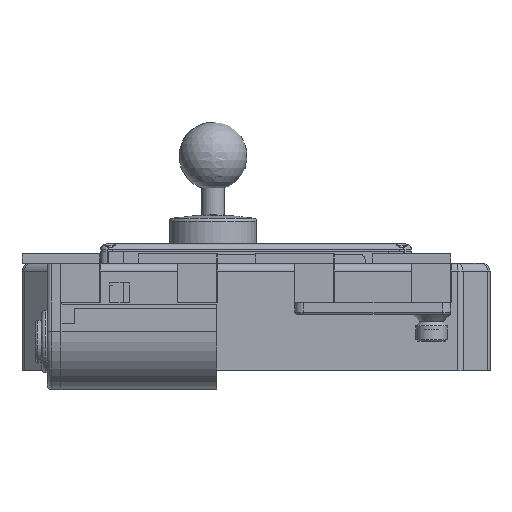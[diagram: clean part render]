
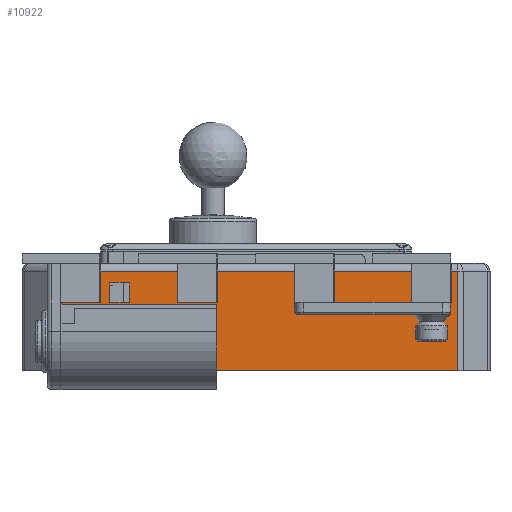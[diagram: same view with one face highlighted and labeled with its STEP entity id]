
A CAD part, left-side view. The second image highlights one B-rep face of the part: STEP entity #10922.
In plain terms, the highlighted planar face has unit normal (-1, 0, 0).
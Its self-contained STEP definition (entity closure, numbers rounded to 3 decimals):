
#208=FACE_BOUND('',#1429,.T.);
#424=PLANE('',#11693);
#750=FACE_OUTER_BOUND('',#1428,.T.);
#1428=EDGE_LOOP('',(#7759,#7760,#7761,#7762,#7763,#7764,#7765,#7766,#7767,
#7768,#7769,#7770,#7771,#7772,#7773,#7774,#7775,#7776,#7777,#7778));
#1429=EDGE_LOOP('',(#7779,#7780,#7781,#7782));
#2373=LINE('',#16690,#3281);
#2385=LINE('',#16751,#3293);
#2386=LINE('',#16758,#3294);
#2387=LINE('',#16760,#3295);
#2388=LINE('',#16762,#3296);
#2389=LINE('',#16764,#3297);
#2390=LINE('',#16766,#3298);
#2391=LINE('',#16768,#3299);
#2392=LINE('',#16770,#3300);
#2393=LINE('',#16772,#3301);
#2394=LINE('',#16774,#3302);
#2395=LINE('',#16776,#3303);
#2396=LINE('',#16778,#3304);
#2397=LINE('',#16780,#3305);
#2398=LINE('',#16782,#3306);
#2399=LINE('',#16784,#3307);
#2400=LINE('',#16786,#3308);
#2401=LINE('',#16788,#3309);
#2402=LINE('',#16790,#3310);
#2403=LINE('',#16791,#3311);
#2404=LINE('',#16794,#3312);
#2405=LINE('',#16796,#3313);
#2406=LINE('',#16798,#3314);
#2407=LINE('',#16799,#3315);
#3281=VECTOR('',#13215,10.);
#3293=VECTOR('',#13281,10.);
#3294=VECTOR('',#13290,10.);
#3295=VECTOR('',#13291,10.);
#3296=VECTOR('',#13292,10.);
#3297=VECTOR('',#13293,10.);
#3298=VECTOR('',#13294,10.);
#3299=VECTOR('',#13295,10.);
#3300=VECTOR('',#13296,10.);
#3301=VECTOR('',#13297,10.);
#3302=VECTOR('',#13298,10.);
#3303=VECTOR('',#13299,10.);
#3304=VECTOR('',#13300,10.);
#3305=VECTOR('',#13301,10.);
#3306=VECTOR('',#13302,10.);
#3307=VECTOR('',#13303,10.);
#3308=VECTOR('',#13304,10.);
#3309=VECTOR('',#13305,10.);
#3310=VECTOR('',#13306,10.);
#3311=VECTOR('',#13307,10.);
#3312=VECTOR('',#13308,10.);
#3313=VECTOR('',#13309,10.);
#3314=VECTOR('',#13310,10.);
#3315=VECTOR('',#13311,10.);
#4814=VERTEX_POINT('',#16687);
#4815=VERTEX_POINT('',#16689);
#4837=VERTEX_POINT('',#16749);
#4839=VERTEX_POINT('',#16757);
#4840=VERTEX_POINT('',#16759);
#4841=VERTEX_POINT('',#16761);
#4842=VERTEX_POINT('',#16763);
#4843=VERTEX_POINT('',#16765);
#4844=VERTEX_POINT('',#16767);
#4845=VERTEX_POINT('',#16769);
#4846=VERTEX_POINT('',#16771);
#4847=VERTEX_POINT('',#16773);
#4848=VERTEX_POINT('',#16775);
#4849=VERTEX_POINT('',#16777);
#4850=VERTEX_POINT('',#16779);
#4851=VERTEX_POINT('',#16781);
#4852=VERTEX_POINT('',#16783);
#4853=VERTEX_POINT('',#16785);
#4854=VERTEX_POINT('',#16787);
#4855=VERTEX_POINT('',#16789);
#4856=VERTEX_POINT('',#16792);
#4857=VERTEX_POINT('',#16793);
#4858=VERTEX_POINT('',#16795);
#4859=VERTEX_POINT('',#16797);
#5918=EDGE_CURVE('',#4815,#4814,#2373,.F.);
#5949=EDGE_CURVE('',#4837,#4814,#2385,.T.);
#5952=EDGE_CURVE('',#4839,#4837,#2386,.T.);
#5953=EDGE_CURVE('',#4839,#4840,#2387,.T.);
#5954=EDGE_CURVE('',#4840,#4841,#2388,.T.);
#5955=EDGE_CURVE('',#4841,#4842,#2389,.T.);
#5956=EDGE_CURVE('',#4843,#4842,#2390,.T.);
#5957=EDGE_CURVE('',#4843,#4844,#2391,.T.);
#5958=EDGE_CURVE('',#4844,#4845,#2392,.T.);
#5959=EDGE_CURVE('',#4845,#4846,#2393,.T.);
#5960=EDGE_CURVE('',#4847,#4846,#2394,.T.);
#5961=EDGE_CURVE('',#4847,#4848,#2395,.T.);
#5962=EDGE_CURVE('',#4848,#4849,#2396,.T.);
#5963=EDGE_CURVE('',#4849,#4850,#2397,.T.);
#5964=EDGE_CURVE('',#4851,#4850,#2398,.T.);
#5965=EDGE_CURVE('',#4851,#4852,#2399,.T.);
#5966=EDGE_CURVE('',#4852,#4853,#2400,.T.);
#5967=EDGE_CURVE('',#4853,#4854,#2401,.T.);
#5968=EDGE_CURVE('',#4855,#4854,#2402,.T.);
#5969=EDGE_CURVE('',#4815,#4855,#2403,.T.);
#5970=EDGE_CURVE('',#4856,#4857,#2404,.T.);
#5971=EDGE_CURVE('',#4857,#4858,#2405,.T.);
#5972=EDGE_CURVE('',#4858,#4859,#2406,.T.);
#5973=EDGE_CURVE('',#4859,#4856,#2407,.T.);
#7759=ORIENTED_EDGE('',*,*,#5949,.F.);
#7760=ORIENTED_EDGE('',*,*,#5952,.F.);
#7761=ORIENTED_EDGE('',*,*,#5953,.T.);
#7762=ORIENTED_EDGE('',*,*,#5954,.T.);
#7763=ORIENTED_EDGE('',*,*,#5955,.T.);
#7764=ORIENTED_EDGE('',*,*,#5956,.F.);
#7765=ORIENTED_EDGE('',*,*,#5957,.T.);
#7766=ORIENTED_EDGE('',*,*,#5958,.T.);
#7767=ORIENTED_EDGE('',*,*,#5959,.T.);
#7768=ORIENTED_EDGE('',*,*,#5960,.F.);
#7769=ORIENTED_EDGE('',*,*,#5961,.T.);
#7770=ORIENTED_EDGE('',*,*,#5962,.T.);
#7771=ORIENTED_EDGE('',*,*,#5963,.T.);
#7772=ORIENTED_EDGE('',*,*,#5964,.F.);
#7773=ORIENTED_EDGE('',*,*,#5965,.T.);
#7774=ORIENTED_EDGE('',*,*,#5966,.T.);
#7775=ORIENTED_EDGE('',*,*,#5967,.T.);
#7776=ORIENTED_EDGE('',*,*,#5968,.F.);
#7777=ORIENTED_EDGE('',*,*,#5969,.F.);
#7778=ORIENTED_EDGE('',*,*,#5918,.T.);
#7779=ORIENTED_EDGE('',*,*,#5970,.T.);
#7780=ORIENTED_EDGE('',*,*,#5971,.T.);
#7781=ORIENTED_EDGE('',*,*,#5972,.T.);
#7782=ORIENTED_EDGE('',*,*,#5973,.T.);
#10922=ADVANCED_FACE('',(#750,#208),#424,.T.);
#11693=AXIS2_PLACEMENT_3D('',#16756,#13288,#13289);
#13215=DIRECTION('',(0.,1.,0.));
#13281=DIRECTION('',(0.,0.,-1.));
#13288=DIRECTION('center_axis',(-1.,0.,0.));
#13289=DIRECTION('ref_axis',(0.,0.,1.));
#13290=DIRECTION('',(0.,-1.,0.));
#13291=DIRECTION('',(0.,0.,-1.));
#13292=DIRECTION('',(0.,1.,0.));
#13293=DIRECTION('',(0.,0.,1.));
#13294=DIRECTION('',(0.,-1.,0.));
#13295=DIRECTION('',(0.,0.,-1.));
#13296=DIRECTION('',(0.,1.,0.));
#13297=DIRECTION('',(0.,0.,1.));
#13298=DIRECTION('',(0.,-1.,0.));
#13299=DIRECTION('',(0.,0.,-1.));
#13300=DIRECTION('',(0.,1.,0.));
#13301=DIRECTION('',(0.,0.,1.));
#13302=DIRECTION('',(0.,-1.,0.));
#13303=DIRECTION('',(0.,0.,-1.));
#13304=DIRECTION('',(0.,1.,0.));
#13305=DIRECTION('',(0.,0.,1.));
#13306=DIRECTION('',(0.,-1.,0.));
#13307=DIRECTION('',(0.,0.,1.));
#13308=DIRECTION('',(0.,0.,-1.));
#13309=DIRECTION('',(0.,1.,0.));
#13310=DIRECTION('',(0.,0.,1.));
#13311=DIRECTION('',(0.,-1.,0.));
#16687=CARTESIAN_POINT('',(-390.,-163.343,-55.));
#16689=CARTESIAN_POINT('',(-390.,43.343,-55.));
#16690=CARTESIAN_POINT('',(-390.,-10.,-55.));
#16749=CARTESIAN_POINT('',(-390.,-163.343,-4.));
#16751=CARTESIAN_POINT('',(-390.,-163.343,-31.25));
#16756=CARTESIAN_POINT('Origin',(-390.,-60.,-25.));
#16757=CARTESIAN_POINT('',(-390.,-160.2,-4.));
#16758=CARTESIAN_POINT('',(-390.,-100.,-4.));
#16759=CARTESIAN_POINT('',(-390.,-160.2,-20.2));
#16760=CARTESIAN_POINT('',(-390.,-160.2,-12.5));
#16761=CARTESIAN_POINT('',(-390.,-139.8,-20.2));
#16762=CARTESIAN_POINT('',(-390.,-105.,-20.2));
#16763=CARTESIAN_POINT('',(-390.,-139.8,-4.));
#16764=CARTESIAN_POINT('',(-390.,-139.8,-12.5));
#16765=CARTESIAN_POINT('',(-390.,-100.2,-4.));
#16766=CARTESIAN_POINT('',(-390.,-100.,-4.));
#16767=CARTESIAN_POINT('',(-390.,-100.2,-20.2));
#16768=CARTESIAN_POINT('',(-390.,-100.2,-12.5));
#16769=CARTESIAN_POINT('',(-390.,-79.8,-20.2));
#16770=CARTESIAN_POINT('',(-390.,-75.,-20.2));
#16771=CARTESIAN_POINT('',(-390.,-79.8,-4.));
#16772=CARTESIAN_POINT('',(-390.,-79.8,-12.5));
#16773=CARTESIAN_POINT('',(-390.,-40.2,-4.));
#16774=CARTESIAN_POINT('',(-390.,-100.,-4.));
#16775=CARTESIAN_POINT('',(-390.,-40.2,-20.2));
#16776=CARTESIAN_POINT('',(-390.,-40.2,-12.5));
#16777=CARTESIAN_POINT('',(-390.,-19.8,-20.2));
#16778=CARTESIAN_POINT('',(-390.,-45.,-20.2));
#16779=CARTESIAN_POINT('',(-390.,-19.8,-4.));
#16780=CARTESIAN_POINT('',(-390.,-19.8,-12.5));
#16781=CARTESIAN_POINT('',(-390.,19.8,-4.));
#16782=CARTESIAN_POINT('',(-390.,-100.,-4.));
#16783=CARTESIAN_POINT('',(-390.,19.8,-20.2));
#16784=CARTESIAN_POINT('',(-390.,19.8,-12.5));
#16785=CARTESIAN_POINT('',(-390.,40.2,-20.2));
#16786=CARTESIAN_POINT('',(-390.,-15.,-20.2));
#16787=CARTESIAN_POINT('',(-390.,40.2,-4.));
#16788=CARTESIAN_POINT('',(-390.,40.2,-12.5));
#16789=CARTESIAN_POINT('',(-390.,43.343,-4.));
#16790=CARTESIAN_POINT('',(-390.,-100.,-4.));
#16791=CARTESIAN_POINT('',(-390.,43.343,-18.75));
#16792=CARTESIAN_POINT('',(-390.,5.,-10.));
#16793=CARTESIAN_POINT('',(-390.,5.,-20.));
#16794=CARTESIAN_POINT('',(-390.,5.,-17.5));
#16795=CARTESIAN_POINT('',(-390.,15.,-20.));
#16796=CARTESIAN_POINT('',(-390.,-27.5,-20.));
#16797=CARTESIAN_POINT('',(-390.,15.,-10.));
#16798=CARTESIAN_POINT('',(-390.,15.,-22.5));
#16799=CARTESIAN_POINT('',(-390.,-22.5,-10.));
